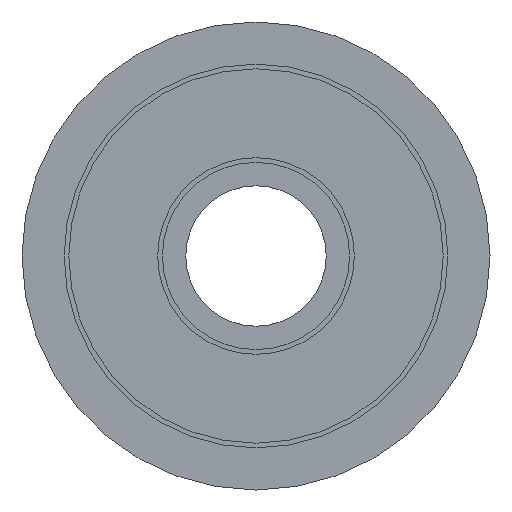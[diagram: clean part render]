
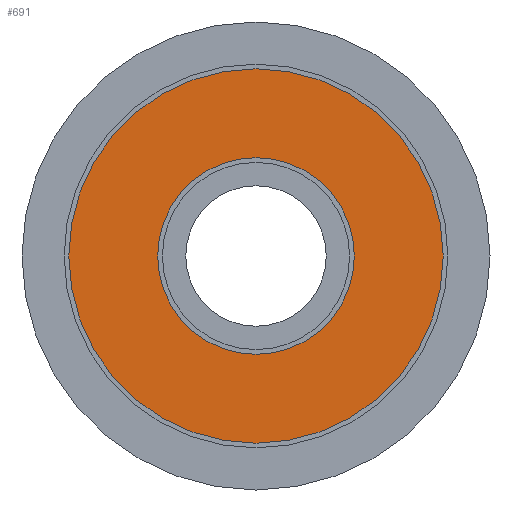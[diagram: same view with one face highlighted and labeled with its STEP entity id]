
A CAD part, front view. The second image highlights one B-rep face of the part: STEP entity #691.
In plain terms, the highlighted planar face has unit normal (0, -1, 0).
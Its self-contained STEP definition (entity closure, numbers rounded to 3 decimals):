
#26 = EDGE_CURVE ( 'NONE', #917, #546, #134, .T. ) ;
#29 = DIRECTION ( 'NONE',  ( 0., 1., 0. ) ) ;
#97 = EDGE_CURVE ( 'NONE', #546, #917, #907, .T. ) ;
#132 = CIRCLE ( 'NONE', #469, 4. ) ;
#134 = CIRCLE ( 'NONE', #777, 2.1 ) ;
#163 = CIRCLE ( 'NONE', #649, 4. ) ;
#164 = DIRECTION ( 'NONE',  ( 0., 0., 1. ) ) ;
#208 = CARTESIAN_POINT ( 'NONE',  ( 0., -2., 4. ) ) ;
#342 = CARTESIAN_POINT ( 'NONE',  ( 0., -2., 2.1 ) ) ;
#351 = EDGE_LOOP ( 'NONE', ( #983, #834 ) ) ;
#367 = DIRECTION ( 'NONE',  ( 0., 1., 0. ) ) ;
#370 = CARTESIAN_POINT ( 'NONE',  ( 5., -2., 0. ) ) ;
#416 = DIRECTION ( 'NONE',  ( 0., 0., 1. ) ) ;
#431 = CARTESIAN_POINT ( 'NONE',  ( 0., -2., 0. ) ) ;
#432 = CARTESIAN_POINT ( 'NONE',  ( 0., -2., 0. ) ) ;
#448 = DIRECTION ( 'NONE',  ( 0., 0., 1. ) ) ;
#469 = AXIS2_PLACEMENT_3D ( 'NONE', #431, #505, #740 ) ;
#472 = AXIS2_PLACEMENT_3D ( 'NONE', #432, #810, #416 ) ;
#505 = DIRECTION ( 'NONE',  ( 0., 1., 0. ) ) ;
#522 = CARTESIAN_POINT ( 'NONE',  ( 0., -2., 0. ) ) ;
#528 = CARTESIAN_POINT ( 'NONE',  ( 0., -2., -4. ) ) ;
#546 = VERTEX_POINT ( 'NONE', #342 ) ;
#548 = AXIS2_PLACEMENT_3D ( 'NONE', #370, #367, #827 ) ;
#601 = FACE_OUTER_BOUND ( 'NONE', #351, .T. ) ;
#626 = EDGE_LOOP ( 'NONE', ( #801, #894 ) ) ;
#649 = AXIS2_PLACEMENT_3D ( 'NONE', #522, #832, #448 ) ;
#652 = EDGE_CURVE ( 'NONE', #689, #677, #132, .T. ) ;
#670 = FACE_BOUND ( 'NONE', #626, .T. ) ;
#677 = VERTEX_POINT ( 'NONE', #528 ) ;
#680 = EDGE_CURVE ( 'NONE', #677, #689, #163, .T. ) ;
#689 = VERTEX_POINT ( 'NONE', #208 ) ;
#691 = ADVANCED_FACE ( 'NONE', ( #670, #601 ), #757, .F. ) ;
#740 = DIRECTION ( 'NONE',  ( 0., 0., 1. ) ) ;
#757 = PLANE ( 'NONE',  #548 ) ;
#777 = AXIS2_PLACEMENT_3D ( 'NONE', #929, #29, #164 ) ;
#781 = CARTESIAN_POINT ( 'NONE',  ( 0., -2., -2.1 ) ) ;
#801 = ORIENTED_EDGE ( 'NONE', *, *, #97, .T. ) ;
#810 = DIRECTION ( 'NONE',  ( 0., 1., 0. ) ) ;
#827 = DIRECTION ( 'NONE',  ( 0., 0., -1. ) ) ;
#832 = DIRECTION ( 'NONE',  ( 0., 1., 0. ) ) ;
#834 = ORIENTED_EDGE ( 'NONE', *, *, #680, .F. ) ;
#894 = ORIENTED_EDGE ( 'NONE', *, *, #26, .T. ) ;
#907 = CIRCLE ( 'NONE', #472, 2.1 ) ;
#917 = VERTEX_POINT ( 'NONE', #781 ) ;
#929 = CARTESIAN_POINT ( 'NONE',  ( 0., -2., 0. ) ) ;
#983 = ORIENTED_EDGE ( 'NONE', *, *, #652, .F. ) ;
